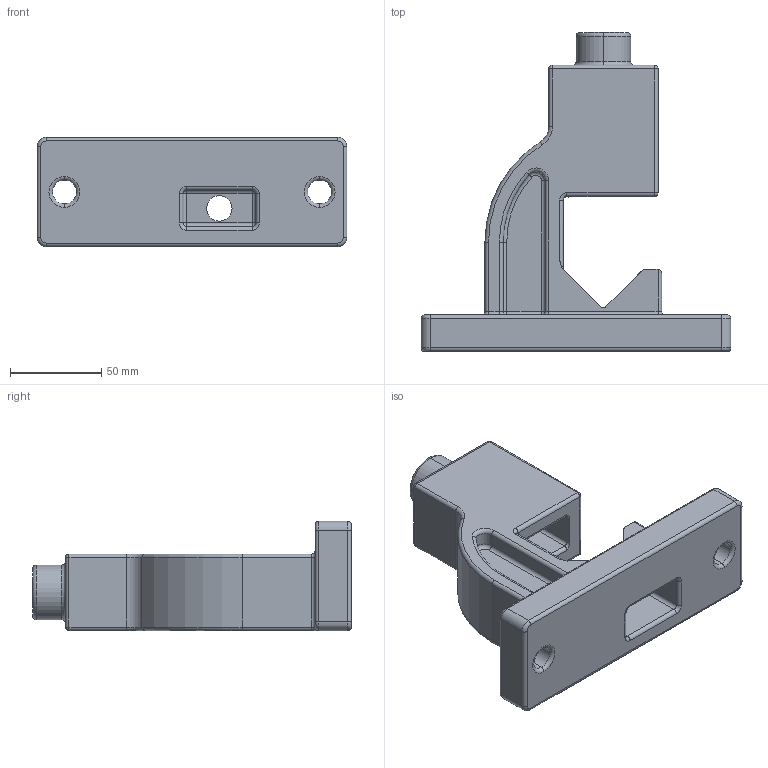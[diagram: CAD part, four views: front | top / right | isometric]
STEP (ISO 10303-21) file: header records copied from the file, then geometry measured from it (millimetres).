
FILE_DESCRIPTION (( 'STEP AP214' ), '1' );
FILE_NAME ('Vice base.STEP', '2025-02-11T18:57:45', ( '' ), ( '' ), 'SwSTEP 2.0', 'SolidWorks 2024', '' );
FILE_SCHEMA (( 'AUTOMOTIVE_DESIGN' ));
Length unit declared in the file: millimetre
Products named in the file (1): Vice base
Bounding box: 170 x 175 x 60 mm (x, y, z)
Volume: 453050.1 mm3; surface area: 76516.2 mm2
Topology: 1 solids, 1 shells, 201 faces, 468 edges, 253 vertices
Faces by surface type: cylinder 94, torus 51, plane 34, sphere 14, bspline 8
Entity records: 5863 total; most frequent: CARTESIAN_POINT 1326, DIRECTION 1045, ORIENTED_EDGE 902, EDGE_CURVE 451, AXIS2_PLACEMENT_3D 430, VERTEX_POINT 253, CIRCLE 236, EDGE_LOOP 210
